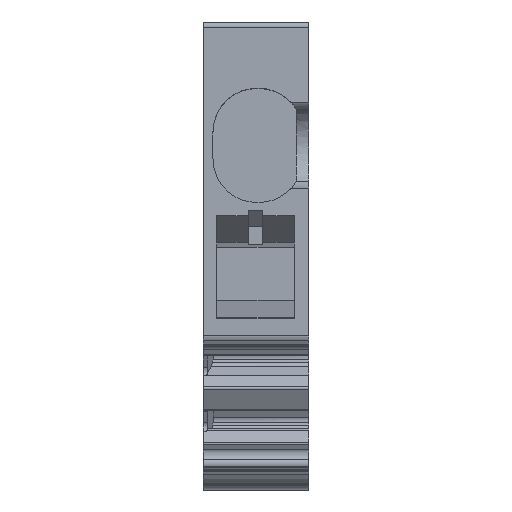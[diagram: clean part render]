
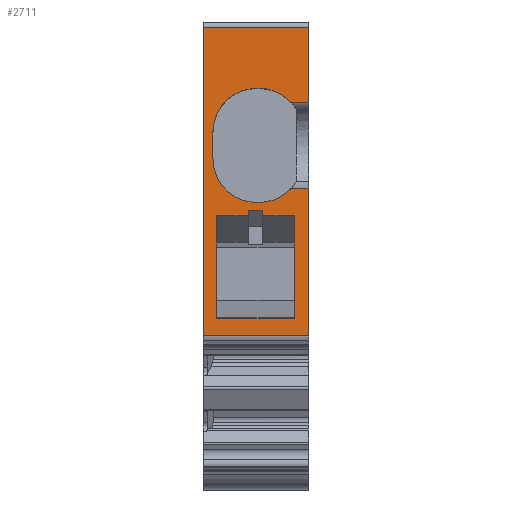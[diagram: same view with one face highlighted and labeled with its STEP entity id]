
A CAD part, top view. The second image highlights one B-rep face of the part: STEP entity #2711.
In plain terms, the highlighted planar face has unit normal (0, 0, 1).
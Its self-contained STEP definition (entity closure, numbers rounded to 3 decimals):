
#2538=AXIS2_PLACEMENT_3D('Plane Axis2P3D',#2535,#2536,#2537) ;
#2577=AXIS2_PLACEMENT_3D('Circle Axis2P3D',#2575,#2576,$) ;
#2591=AXIS2_PLACEMENT_3D('Circle Axis2P3D',#2589,#2590,$) ;
#2605=AXIS2_PLACEMENT_3D('Circle Axis2P3D',#2603,#2604,$) ;
#2619=AXIS2_PLACEMENT_3D('Circle Axis2P3D',#2617,#2618,$) ;
#2513=CARTESIAN_POINT('Vertex',(0.,22.3,40.75)) ;
#2516=CARTESIAN_POINT('Line Origine',(2.55,22.3,40.75)) ;
#2520=CARTESIAN_POINT('Vertex',(5.1,22.3,40.75)) ;
#2535=CARTESIAN_POINT('Axis2P3D Location',(0.,22.3,40.75)) ;
#2540=CARTESIAN_POINT('Line Origine',(5.1,20.487,40.75)) ;
#2544=CARTESIAN_POINT('Vertex',(5.1,18.675,40.75)) ;
#2547=CARTESIAN_POINT('Line Origine',(0.,14.867,40.75)) ;
#2551=CARTESIAN_POINT('Vertex',(0.,7.434,40.75)) ;
#2554=CARTESIAN_POINT('Line Origine',(2.55,7.434,40.75)) ;
#2558=CARTESIAN_POINT('Vertex',(5.1,7.434,40.75)) ;
#2561=CARTESIAN_POINT('Line Origine',(5.1,10.979,40.75)) ;
#2565=CARTESIAN_POINT('Vertex',(5.1,14.525,40.75)) ;
#2568=CARTESIAN_POINT('Line Origine',(4.671,14.525,40.75)) ;
#2572=CARTESIAN_POINT('Vertex',(4.243,14.525,40.75)) ;
#2575=CARTESIAN_POINT('Axis2P3D Location',(2.7,15.95,40.75)) ;
#2579=CARTESIAN_POINT('Vertex',(2.7,13.85,40.75)) ;
#2582=CARTESIAN_POINT('Line Origine',(2.637,13.85,40.75)) ;
#2586=CARTESIAN_POINT('Vertex',(2.575,13.85,40.75)) ;
#2589=CARTESIAN_POINT('Axis2P3D Location',(2.575,15.95,40.75)) ;
#2593=CARTESIAN_POINT('Vertex',(0.475,15.95,40.75)) ;
#2596=CARTESIAN_POINT('Line Origine',(0.475,16.6,40.75)) ;
#2600=CARTESIAN_POINT('Vertex',(0.475,17.25,40.75)) ;
#2603=CARTESIAN_POINT('Axis2P3D Location',(2.575,17.25,40.75)) ;
#2607=CARTESIAN_POINT('Vertex',(2.575,19.35,40.75)) ;
#2610=CARTESIAN_POINT('Line Origine',(2.637,19.35,40.75)) ;
#2614=CARTESIAN_POINT('Vertex',(2.7,19.35,40.75)) ;
#2617=CARTESIAN_POINT('Axis2P3D Location',(2.7,17.25,40.75)) ;
#2621=CARTESIAN_POINT('Vertex',(4.243,18.675,40.75)) ;
#2624=CARTESIAN_POINT('Line Origine',(4.671,18.675,40.75)) ;
#2645=CARTESIAN_POINT('Line Origine',(2.175,13.327,40.75)) ;
#2649=CARTESIAN_POINT('Vertex',(2.175,13.45,40.75)) ;
#2651=CARTESIAN_POINT('Vertex',(2.175,13.204,40.75)) ;
#2654=CARTESIAN_POINT('Line Origine',(2.525,13.45,40.75)) ;
#2658=CARTESIAN_POINT('Vertex',(2.875,13.45,40.75)) ;
#2661=CARTESIAN_POINT('Line Origine',(2.875,13.327,40.75)) ;
#2665=CARTESIAN_POINT('Vertex',(2.875,13.204,40.75)) ;
#2668=CARTESIAN_POINT('Line Origine',(3.637,13.204,40.75)) ;
#2672=CARTESIAN_POINT('Vertex',(4.4,13.204,40.75)) ;
#2675=CARTESIAN_POINT('Line Origine',(4.4,10.725,40.75)) ;
#2679=CARTESIAN_POINT('Vertex',(4.4,8.245,40.75)) ;
#2682=CARTESIAN_POINT('Line Origine',(2.525,8.245,40.75)) ;
#2686=CARTESIAN_POINT('Vertex',(0.65,8.245,40.75)) ;
#2689=CARTESIAN_POINT('Line Origine',(0.65,10.725,40.75)) ;
#2693=CARTESIAN_POINT('Vertex',(0.65,13.204,40.75)) ;
#2696=CARTESIAN_POINT('Line Origine',(1.412,13.204,40.75)) ;
#2517=DIRECTION('Vector Direction',(1.,0.,0.)) ;
#2536=DIRECTION('Axis2P3D Direction',(0.,0.,1.)) ;
#2537=DIRECTION('Axis2P3D XDirection',(0.,-1.,0.)) ;
#2541=DIRECTION('Vector Direction',(0.,-1.,0.)) ;
#2548=DIRECTION('Vector Direction',(0.,-1.,0.)) ;
#2555=DIRECTION('Vector Direction',(1.,0.,0.)) ;
#2562=DIRECTION('Vector Direction',(0.,-1.,0.)) ;
#2569=DIRECTION('Vector Direction',(1.,0.,0.)) ;
#2576=DIRECTION('Axis2P3D Direction',(0.,0.,1.)) ;
#2583=DIRECTION('Vector Direction',(1.,0.,0.)) ;
#2590=DIRECTION('Axis2P3D Direction',(0.,0.,1.)) ;
#2597=DIRECTION('Vector Direction',(0.,-1.,0.)) ;
#2604=DIRECTION('Axis2P3D Direction',(0.,0.,1.)) ;
#2611=DIRECTION('Vector Direction',(-1.,0.,0.)) ;
#2618=DIRECTION('Axis2P3D Direction',(0.,0.,1.)) ;
#2625=DIRECTION('Vector Direction',(-1.,0.,0.)) ;
#2646=DIRECTION('Vector Direction',(0.,-1.,0.)) ;
#2655=DIRECTION('Vector Direction',(1.,0.,0.)) ;
#2662=DIRECTION('Vector Direction',(0.,-1.,0.)) ;
#2669=DIRECTION('Vector Direction',(1.,0.,0.)) ;
#2676=DIRECTION('Vector Direction',(0.,-1.,0.)) ;
#2683=DIRECTION('Vector Direction',(1.,0.,0.)) ;
#2690=DIRECTION('Vector Direction',(0.,-1.,0.)) ;
#2697=DIRECTION('Vector Direction',(1.,0.,0.)) ;
#2518=VECTOR('Line Direction',#2517,1.) ;
#2542=VECTOR('Line Direction',#2541,1.) ;
#2549=VECTOR('Line Direction',#2548,1.) ;
#2556=VECTOR('Line Direction',#2555,1.) ;
#2563=VECTOR('Line Direction',#2562,1.) ;
#2570=VECTOR('Line Direction',#2569,1.) ;
#2584=VECTOR('Line Direction',#2583,1.) ;
#2598=VECTOR('Line Direction',#2597,1.) ;
#2612=VECTOR('Line Direction',#2611,1.) ;
#2626=VECTOR('Line Direction',#2625,1.) ;
#2647=VECTOR('Line Direction',#2646,1.) ;
#2656=VECTOR('Line Direction',#2655,1.) ;
#2663=VECTOR('Line Direction',#2662,1.) ;
#2670=VECTOR('Line Direction',#2669,1.) ;
#2677=VECTOR('Line Direction',#2676,1.) ;
#2684=VECTOR('Line Direction',#2683,1.) ;
#2691=VECTOR('Line Direction',#2690,1.) ;
#2698=VECTOR('Line Direction',#2697,1.) ;
#2630=ORIENTED_EDGE('',*,*,#2546,.F.) ;
#2631=ORIENTED_EDGE('',*,*,#2522,.F.) ;
#2632=ORIENTED_EDGE('',*,*,#2553,.T.) ;
#2633=ORIENTED_EDGE('',*,*,#2560,.T.) ;
#2634=ORIENTED_EDGE('',*,*,#2567,.F.) ;
#2635=ORIENTED_EDGE('',*,*,#2574,.F.) ;
#2636=ORIENTED_EDGE('',*,*,#2581,.F.) ;
#2637=ORIENTED_EDGE('',*,*,#2588,.F.) ;
#2638=ORIENTED_EDGE('',*,*,#2595,.F.) ;
#2639=ORIENTED_EDGE('',*,*,#2602,.F.) ;
#2640=ORIENTED_EDGE('',*,*,#2609,.F.) ;
#2641=ORIENTED_EDGE('',*,*,#2616,.F.) ;
#2642=ORIENTED_EDGE('',*,*,#2623,.F.) ;
#2643=ORIENTED_EDGE('',*,*,#2628,.F.) ;
#2702=ORIENTED_EDGE('',*,*,#2653,.F.) ;
#2703=ORIENTED_EDGE('',*,*,#2660,.T.) ;
#2704=ORIENTED_EDGE('',*,*,#2667,.T.) ;
#2705=ORIENTED_EDGE('',*,*,#2674,.T.) ;
#2706=ORIENTED_EDGE('',*,*,#2681,.T.) ;
#2707=ORIENTED_EDGE('',*,*,#2688,.F.) ;
#2708=ORIENTED_EDGE('',*,*,#2695,.F.) ;
#2709=ORIENTED_EDGE('',*,*,#2700,.T.) ;
#2710=FACE_BOUND('',#2701,.T.) ;
#2711=ADVANCED_FACE('GH',(#2644,#2710),#2539,.T.) ;
#2578=CIRCLE('generated circle',#2577,2.1) ;
#2592=CIRCLE('generated circle',#2591,2.1) ;
#2606=CIRCLE('generated circle',#2605,2.1) ;
#2620=CIRCLE('generated circle',#2619,2.1) ;
#2522=EDGE_CURVE('',#2514,#2521,#2519,.T.) ;
#2546=EDGE_CURVE('',#2521,#2545,#2543,.T.) ;
#2553=EDGE_CURVE('',#2514,#2552,#2550,.T.) ;
#2560=EDGE_CURVE('',#2552,#2559,#2557,.T.) ;
#2567=EDGE_CURVE('',#2566,#2559,#2564,.T.) ;
#2574=EDGE_CURVE('',#2573,#2566,#2571,.T.) ;
#2581=EDGE_CURVE('',#2580,#2573,#2578,.T.) ;
#2588=EDGE_CURVE('',#2587,#2580,#2585,.T.) ;
#2595=EDGE_CURVE('',#2594,#2587,#2592,.T.) ;
#2602=EDGE_CURVE('',#2601,#2594,#2599,.T.) ;
#2609=EDGE_CURVE('',#2608,#2601,#2606,.T.) ;
#2616=EDGE_CURVE('',#2615,#2608,#2613,.T.) ;
#2623=EDGE_CURVE('',#2622,#2615,#2620,.T.) ;
#2628=EDGE_CURVE('',#2545,#2622,#2627,.T.) ;
#2653=EDGE_CURVE('',#2650,#2652,#2648,.T.) ;
#2660=EDGE_CURVE('',#2650,#2659,#2657,.T.) ;
#2667=EDGE_CURVE('',#2659,#2666,#2664,.T.) ;
#2674=EDGE_CURVE('',#2666,#2673,#2671,.T.) ;
#2681=EDGE_CURVE('',#2673,#2680,#2678,.T.) ;
#2688=EDGE_CURVE('',#2687,#2680,#2685,.T.) ;
#2695=EDGE_CURVE('',#2694,#2687,#2692,.T.) ;
#2700=EDGE_CURVE('',#2694,#2652,#2699,.T.) ;
#2629=EDGE_LOOP('',(#2630,#2631,#2632,#2633,#2634,#2635,#2636,#2637,#2638,#2639,#2640,#2641,#2642,#2643)) ;
#2701=EDGE_LOOP('',(#2702,#2703,#2704,#2705,#2706,#2707,#2708,#2709)) ;
#2644=FACE_OUTER_BOUND('',#2629,.T.) ;
#2519=LINE('Line',#2516,#2518) ;
#2543=LINE('Line',#2540,#2542) ;
#2550=LINE('Line',#2547,#2549) ;
#2557=LINE('Line',#2554,#2556) ;
#2564=LINE('Line',#2561,#2563) ;
#2571=LINE('Line',#2568,#2570) ;
#2585=LINE('Line',#2582,#2584) ;
#2599=LINE('Line',#2596,#2598) ;
#2613=LINE('Line',#2610,#2612) ;
#2627=LINE('Line',#2624,#2626) ;
#2648=LINE('Line',#2645,#2647) ;
#2657=LINE('Line',#2654,#2656) ;
#2664=LINE('Line',#2661,#2663) ;
#2671=LINE('Line',#2668,#2670) ;
#2678=LINE('Line',#2675,#2677) ;
#2685=LINE('Line',#2682,#2684) ;
#2692=LINE('Line',#2689,#2691) ;
#2699=LINE('Line',#2696,#2698) ;
#2539=PLANE('',#2538) ;
#2514=VERTEX_POINT('',#2513) ;
#2521=VERTEX_POINT('',#2520) ;
#2545=VERTEX_POINT('',#2544) ;
#2552=VERTEX_POINT('',#2551) ;
#2559=VERTEX_POINT('',#2558) ;
#2566=VERTEX_POINT('',#2565) ;
#2573=VERTEX_POINT('',#2572) ;
#2580=VERTEX_POINT('',#2579) ;
#2587=VERTEX_POINT('',#2586) ;
#2594=VERTEX_POINT('',#2593) ;
#2601=VERTEX_POINT('',#2600) ;
#2608=VERTEX_POINT('',#2607) ;
#2615=VERTEX_POINT('',#2614) ;
#2622=VERTEX_POINT('',#2621) ;
#2650=VERTEX_POINT('',#2649) ;
#2652=VERTEX_POINT('',#2651) ;
#2659=VERTEX_POINT('',#2658) ;
#2666=VERTEX_POINT('',#2665) ;
#2673=VERTEX_POINT('',#2672) ;
#2680=VERTEX_POINT('',#2679) ;
#2687=VERTEX_POINT('',#2686) ;
#2694=VERTEX_POINT('',#2693) ;
